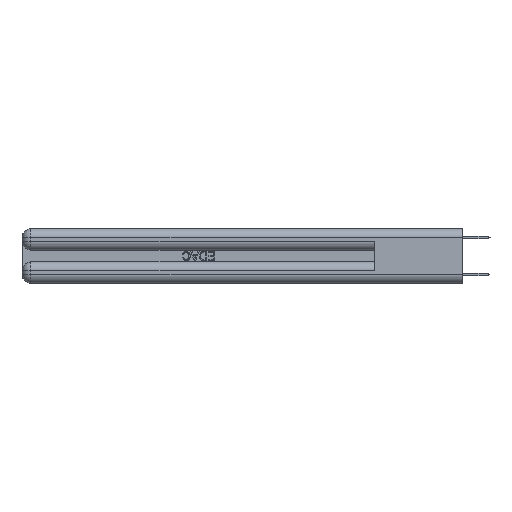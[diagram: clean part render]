
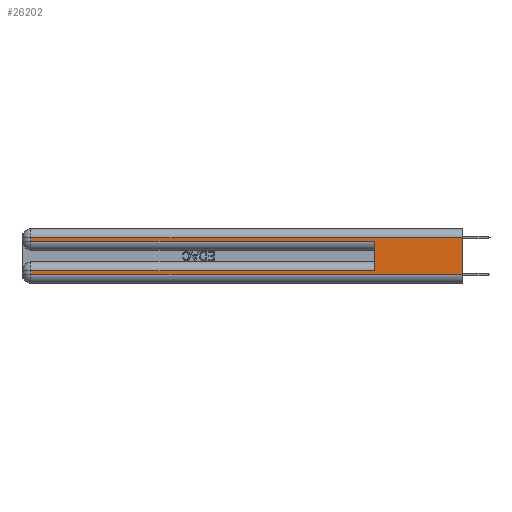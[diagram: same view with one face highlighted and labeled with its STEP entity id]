
A CAD part, left-side view. The second image highlights one B-rep face of the part: STEP entity #26202.
In plain terms, the highlighted planar face has unit normal (-1, 0, 0).
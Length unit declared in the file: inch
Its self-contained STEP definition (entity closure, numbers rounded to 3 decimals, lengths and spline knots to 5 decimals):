
#131 = CARTESIAN_POINT ( 'NONE',  ( 0., 0., 0.31 ) ) ;
#339 = DIRECTION ( 'NONE',  ( 0., -1., 0. ) ) ;
#967 = DIRECTION ( 'NONE',  ( 0., 1., 0. ) ) ;
#1201 = CARTESIAN_POINT ( 'NONE',  ( 0., 0.6, 0.145 ) ) ;
#1390 = CARTESIAN_POINT ( 'NONE',  ( 0., 2.94, 0.37 ) ) ;
#2031 = LINE ( 'NONE', #17406, #29379 ) ;
#3493 = FACE_OUTER_BOUND ( 'NONE', #5696, .T. ) ;
#3633 = CARTESIAN_POINT ( 'NONE',  ( 0., 0., 0.37 ) ) ;
#4170 = VERTEX_POINT ( 'NONE', #131 ) ;
#4189 = CARTESIAN_POINT ( 'NONE',  ( 0., 0., 0.06 ) ) ;
#4332 = EDGE_CURVE ( 'NONE', #27885, #25695, #28440, .T. ) ;
#4738 = CARTESIAN_POINT ( 'NONE',  ( 0., 0., 0.285 ) ) ;
#4757 = ORIENTED_EDGE ( 'NONE', *, *, #4332, .T. ) ;
#5696 = EDGE_LOOP ( 'NONE', ( #14565, #30850, #14559, #12952, #31100, #26249, #10571, #4757 ) ) ;
#6376 = LINE ( 'NONE', #10422, #26676 ) ;
#6872 = DIRECTION ( 'NONE',  ( 0., 0., 1. ) ) ;
#7147 = EDGE_CURVE ( 'NONE', #30908, #32519, #20751, .T. ) ;
#7284 = VECTOR ( 'NONE', #339, 39.37008 ) ;
#7813 = CARTESIAN_POINT ( 'NONE',  ( 0., 0.6, 0.085 ) ) ;
#9726 = DIRECTION ( 'NONE',  ( 0., -1., 0. ) ) ;
#10422 = CARTESIAN_POINT ( 'NONE',  ( 0., 0., 0.085 ) ) ;
#10571 = ORIENTED_EDGE ( 'NONE', *, *, #25668, .T. ) ;
#12471 = CARTESIAN_POINT ( 'NONE',  ( 0., 0., 0.31 ) ) ;
#12952 = ORIENTED_EDGE ( 'NONE', *, *, #7147, .T. ) ;
#13674 = VECTOR ( 'NONE', #9726, 39.37008 ) ;
#14559 = ORIENTED_EDGE ( 'NONE', *, *, #23433, .T. ) ;
#14565 = ORIENTED_EDGE ( 'NONE', *, *, #32470, .F. ) ;
#14628 = VECTOR ( 'NONE', #6872, 39.37008 ) ;
#14640 = CARTESIAN_POINT ( 'NONE',  ( 0., 2.94, 0.085 ) ) ;
#14877 = DIRECTION ( 'NONE',  ( 1., 0., 0. ) ) ;
#15781 = VECTOR ( 'NONE', #19463, 39.37008 ) ;
#17406 = CARTESIAN_POINT ( 'NONE',  ( 0., 2.94, 0.37 ) ) ;
#17513 = DIRECTION ( 'NONE',  ( 0., 0., -1. ) ) ;
#19463 = DIRECTION ( 'NONE',  ( 0., 0., -1. ) ) ;
#19882 = AXIS2_PLACEMENT_3D ( 'NONE', #20219, #14877, #25692 ) ;
#20219 = CARTESIAN_POINT ( 'NONE',  ( 0., 0., 0.37 ) ) ;
#20328 = EDGE_CURVE ( 'NONE', #4170, #29684, #23937, .T. ) ;
#20751 = LINE ( 'NONE', #4738, #13674 ) ;
#21380 = CARTESIAN_POINT ( 'NONE',  ( 0., 2.94, 0.285 ) ) ;
#22511 = LINE ( 'NONE', #1201, #14628 ) ;
#22771 = PLANE ( 'NONE',  #19882 ) ;
#23433 = EDGE_CURVE ( 'NONE', #29684, #30908, #2031, .T. ) ;
#23937 = LINE ( 'NONE', #12471, #31818 ) ;
#24561 = VERTEX_POINT ( 'NONE', #7813 ) ;
#24652 = LINE ( 'NONE', #1390, #28840 ) ;
#25668 = EDGE_CURVE ( 'NONE', #27120, #27885, #24652, .T. ) ;
#25692 = DIRECTION ( 'NONE',  ( 0., 0., -1. ) ) ;
#25695 = VERTEX_POINT ( 'NONE', #4189 ) ;
#26202 = ADVANCED_FACE ( 'NONE', ( #3493 ), #22771, .F. ) ;
#26249 = ORIENTED_EDGE ( 'NONE', *, *, #26409, .T. ) ;
#26409 = EDGE_CURVE ( 'NONE', #24561, #27120, #6376, .T. ) ;
#26579 = EDGE_CURVE ( 'NONE', #24561, #32519, #22511, .T. ) ;
#26676 = VECTOR ( 'NONE', #967, 39.37008 ) ;
#26887 = CARTESIAN_POINT ( 'NONE',  ( 0., 0., 0.06 ) ) ;
#27120 = VERTEX_POINT ( 'NONE', #14640 ) ;
#27356 = CARTESIAN_POINT ( 'NONE',  ( 0., 0.6, 0.285 ) ) ;
#27885 = VERTEX_POINT ( 'NONE', #30551 ) ;
#28260 = DIRECTION ( 'NONE',  ( 0., 0., -1. ) ) ;
#28440 = LINE ( 'NONE', #26887, #7284 ) ;
#28840 = VECTOR ( 'NONE', #28260, 39.37008 ) ;
#29379 = VECTOR ( 'NONE', #17513, 39.37008 ) ;
#29381 = CARTESIAN_POINT ( 'NONE',  ( 0., 2.94, 0.31 ) ) ;
#29684 = VERTEX_POINT ( 'NONE', #29381 ) ;
#29881 = LINE ( 'NONE', #3633, #15781 ) ;
#30551 = CARTESIAN_POINT ( 'NONE',  ( 0., 2.94, 0.06 ) ) ;
#30850 = ORIENTED_EDGE ( 'NONE', *, *, #20328, .T. ) ;
#30908 = VERTEX_POINT ( 'NONE', #21380 ) ;
#31100 = ORIENTED_EDGE ( 'NONE', *, *, #26579, .F. ) ;
#31172 = DIRECTION ( 'NONE',  ( 0., 1., 0. ) ) ;
#31818 = VECTOR ( 'NONE', #31172, 39.37008 ) ;
#32470 = EDGE_CURVE ( 'NONE', #4170, #25695, #29881, .T. ) ;
#32519 = VERTEX_POINT ( 'NONE', #27356 ) ;
